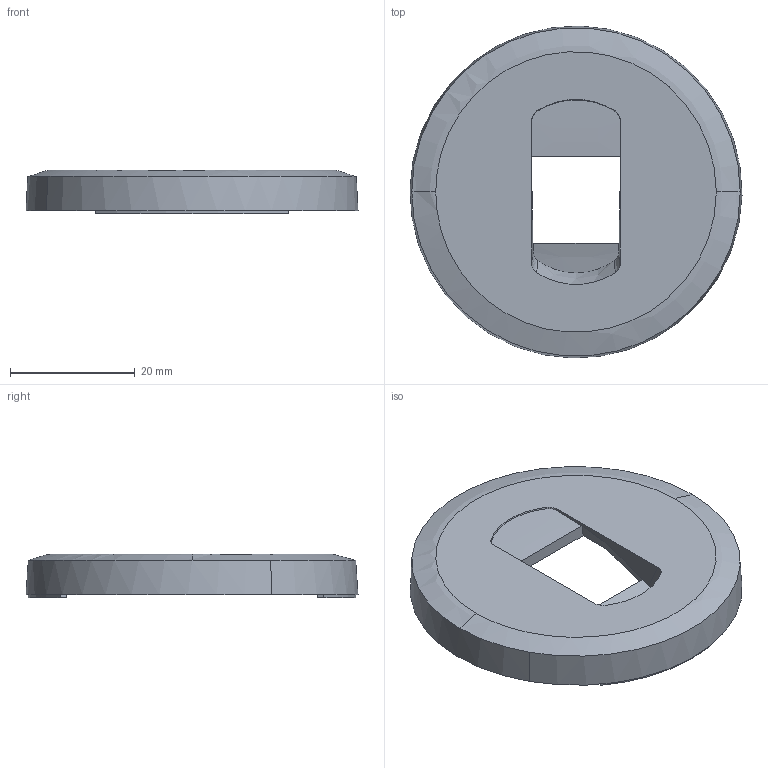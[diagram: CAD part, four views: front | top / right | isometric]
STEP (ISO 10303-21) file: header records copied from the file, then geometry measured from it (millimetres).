
FILE_DESCRIPTION(('CATIA V5 STEP Exchange','CAx-IF Rec.Pracs.--- Model Styling and Organization---1.5--- 2016-08-15','CAx-IF Rec.Pracs.---Supplemental Geometry---1.0---2011-11-01','CAx-IF Rec.Pracs.--- Composite Materials ---1.1---2010-07-15'),'2;1');
FILE_NAME('CB0311-AL.stp','2023-07-20T09:23:05+00:00',('none'),('none'),'CATIA Version 5-6 Release 2020 SP3','CATIA V5 STEP AP214 v2','none');
FILE_SCHEMA(('AUTOMOTIVE_DESIGN { 1 0 10303 214 1 1 1 1 }'));
Length unit declared in the file: millimetre
Products named in the file (1): CB0311
Bounding box: 53.25 x 53.25 x 7 mm (x, y, z)
Volume: 5911.2 mm3; surface area: 6058.2 mm2
Topology: 1 solids, 1 shells, 99 faces, 289 edges, 191 vertices
Faces by surface type: plane 52, bspline 18, cone 11, cylinder 7, extrusion 7, revolution 4
Entity records: 4523 total; most frequent: CARTESIAN_POINT 2292, ORIENTED_EDGE 578, EDGE_CURVE 289, DIRECTION 250, VERTEX_POINT 191, B_SPLINE_CURVE_WITH_KNOTS 163, VECTOR 112, LINE 105
